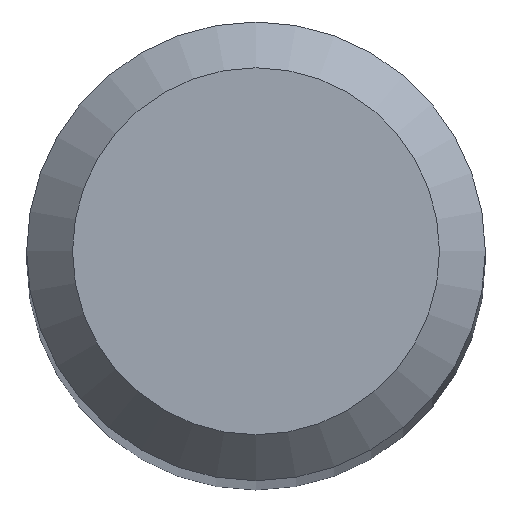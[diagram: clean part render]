
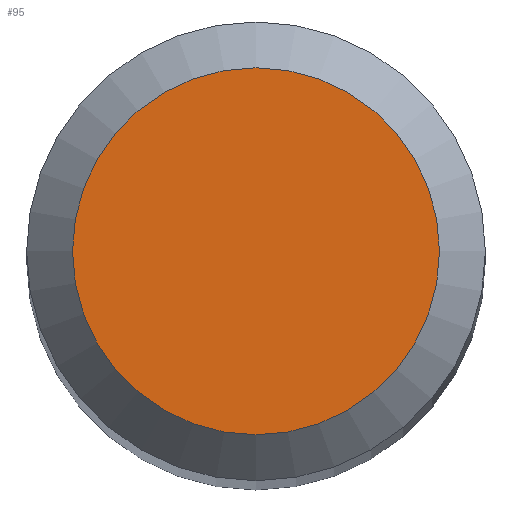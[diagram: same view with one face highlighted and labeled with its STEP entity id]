
A CAD part, top view. The second image highlights one B-rep face of the part: STEP entity #95.
In plain terms, the highlighted planar face has unit normal (0, 0, 1).
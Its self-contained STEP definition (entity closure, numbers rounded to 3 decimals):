
#6 = AXIS2_PLACEMENT_3D ( 'NONE', #178, #51, #27 ) ;
#8 = AXIS2_PLACEMENT_3D ( 'NONE', #86, #98, #12 ) ;
#12 = DIRECTION ( 'NONE',  ( 0., 1., 0. ) ) ;
#25 = EDGE_CURVE ( 'NONE', #69, #69, #38, .T. ) ;
#27 = DIRECTION ( 'NONE',  ( 0., 1., 0. ) ) ;
#35 = PLANE ( 'NONE',  #8 ) ;
#38 = CIRCLE ( 'NONE', #6, 1.6 ) ;
#51 = DIRECTION ( 'NONE',  ( 0., 0., -1. ) ) ;
#64 = EDGE_LOOP ( 'NONE', ( #154 ) ) ;
#69 = VERTEX_POINT ( 'NONE', #112 ) ;
#86 = CARTESIAN_POINT ( 'NONE',  ( 0., 0., 50. ) ) ;
#95 = ADVANCED_FACE ( 'NONE', ( #114 ), #35, .F. ) ;
#98 = DIRECTION ( 'NONE',  ( 0., 0., -1. ) ) ;
#112 = CARTESIAN_POINT ( 'NONE',  ( 0., 1.6, 50. ) ) ;
#114 = FACE_OUTER_BOUND ( 'NONE', #64, .T. ) ;
#154 = ORIENTED_EDGE ( 'NONE', *, *, #25, .F. ) ;
#178 = CARTESIAN_POINT ( 'NONE',  ( 0., 0., 50. ) ) ;
